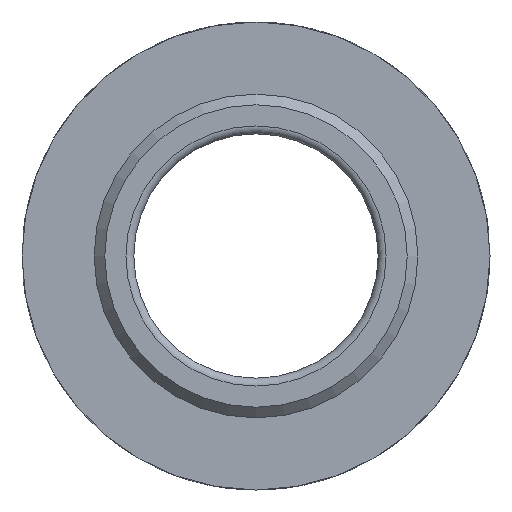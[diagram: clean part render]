
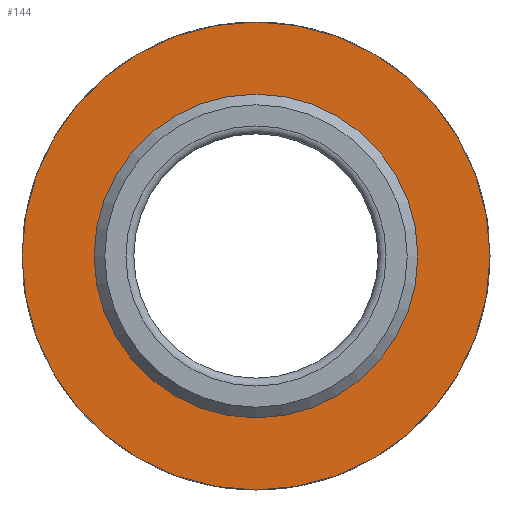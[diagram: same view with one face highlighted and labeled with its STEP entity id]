
A CAD part, left-side view. The second image highlights one B-rep face of the part: STEP entity #144.
In plain terms, the highlighted planar face has unit normal (-1, 0, 0).
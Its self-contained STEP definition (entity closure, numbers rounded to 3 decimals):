
#144 = ADVANCED_FACE( '', ( #311, #312 ), #313, .F. );
#311 = FACE_OUTER_BOUND( '', #483, .T. );
#312 = FACE_BOUND( '', #484, .T. );
#313 = PLANE( '', #485 );
#483 = EDGE_LOOP( '', ( #993 ) );
#484 = EDGE_LOOP( '', ( #994 ) );
#485 = AXIS2_PLACEMENT_3D( '', #995, #996, #997 );
#993 = ORIENTED_EDGE( '', *, *, #1029, .F. );
#994 = ORIENTED_EDGE( '', *, *, #1151, .T. );
#995 = CARTESIAN_POINT( '', ( 13., 0., 0. ) );
#996 = DIRECTION( '', ( 1., 0., 0. ) );
#997 = DIRECTION( '', ( 0., 0., -1. ) );
#1029 = EDGE_CURVE( '', #1200, #1200, #1201, .T. );
#1151 = EDGE_CURVE( '', #1400, #1400, #1401, .T. );
#1200 = VERTEX_POINT( '', #1514 );
#1201 = CIRCLE( '', #1515, 14.75 );
#1400 = VERTEX_POINT( '', #1892 );
#1401 = CIRCLE( '', #1893, 10.2 );
#1514 = CARTESIAN_POINT( '', ( 13., 0., -14.75 ) );
#1515 = AXIS2_PLACEMENT_3D( '', #1927, #1928, #1929 );
#1892 = CARTESIAN_POINT( '', ( 13., 0., -10.2 ) );
#1893 = AXIS2_PLACEMENT_3D( '', #2095, #2096, #2097 );
#1927 = CARTESIAN_POINT( '', ( 13., 0., 0. ) );
#1928 = DIRECTION( '', ( 1., 0., 0. ) );
#1929 = DIRECTION( '', ( 0., 0., -1. ) );
#2095 = CARTESIAN_POINT( '', ( 13., 0., 0. ) );
#2096 = DIRECTION( '', ( 1., 0., 0. ) );
#2097 = DIRECTION( '', ( 0., 0., -1. ) );
